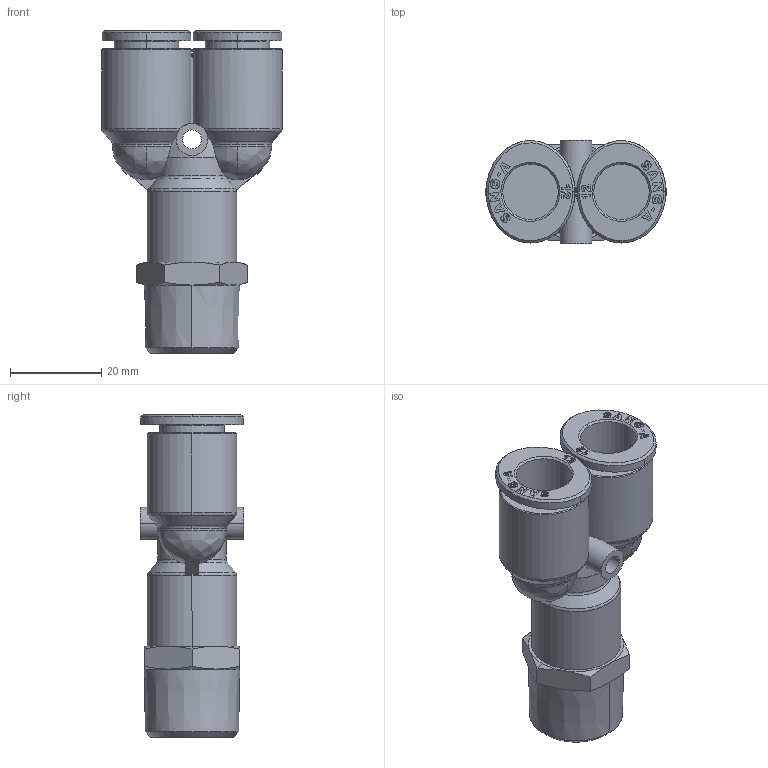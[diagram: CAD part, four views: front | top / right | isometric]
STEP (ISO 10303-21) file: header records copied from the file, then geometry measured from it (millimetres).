
FILE_DESCRIPTION (( 'STEP AP214' ), '1' );
FILE_NAME ('PWT12-04.STEP', '2015-10-07T11:47:09', ( '' ), ( '' ), 'SwSTEP 2.0', 'SolidWorks 2015', '' );
FILE_SCHEMA (( 'AUTOMOTIVE_DESIGN' ));
Length unit declared in the file: millimetre
Products named in the file (2): ｦ+ﾃｦ1_1; PWT12-04
Assembly tree (1 placements, depth 2):
  PWT12-04
    ｦ+ﾃｦ1_1
Bounding box: 39.7 x 22.7 x 70.9 mm (x, y, z)
Volume: 22069.6 mm3; surface area: 10840.6 mm2
Topology: 1 solids, 1 shells, 802 faces, 2289 edges, 1517 vertices
Faces by surface type: plane 696, cone 38, bspline 32, cylinder 29, torus 7
Entity records: 28722 total; most frequent: CARTESIAN_POINT 6969, ORIENTED_EDGE 4578, DIRECTION 3831, EDGE_CURVE 2289, VECTOR 2013, LINE 2013, VERTEX_POINT 1517, AXIS2_PLACEMENT_3D 909
